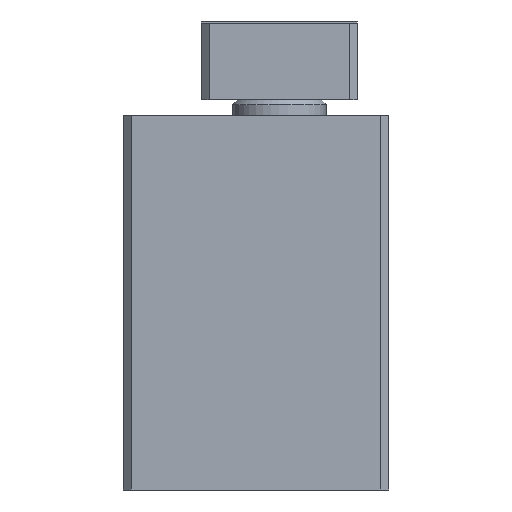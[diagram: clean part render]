
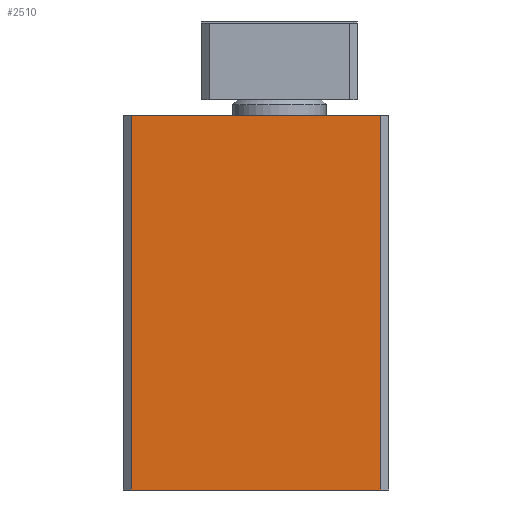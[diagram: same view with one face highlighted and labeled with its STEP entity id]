
A CAD part, left-side view. The second image highlights one B-rep face of the part: STEP entity #2510.
In plain terms, the highlighted face is planar.
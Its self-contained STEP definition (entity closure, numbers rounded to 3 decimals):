
#60=PLANE('',#2714);
#138=LINE('',#4083,#296);
#139=LINE('',#4086,#297);
#140=LINE('',#4088,#298);
#141=LINE('',#4090,#299);
#296=VECTOR('',#3106,1000.);
#297=VECTOR('',#3107,1000.);
#298=VECTOR('',#3108,1000.);
#299=VECTOR('',#3109,1000.);
#488=ORIENTED_EDGE('',*,*,#1172,.F.);
#489=ORIENTED_EDGE('',*,*,#1173,.F.);
#490=ORIENTED_EDGE('',*,*,#1174,.T.);
#491=ORIENTED_EDGE('',*,*,#1175,.T.);
#1172=EDGE_CURVE('',#1516,#1517,#138,.T.);
#1173=EDGE_CURVE('',#1518,#1516,#139,.T.);
#1174=EDGE_CURVE('',#1518,#1519,#140,.T.);
#1175=EDGE_CURVE('',#1519,#1517,#141,.T.);
#1516=VERTEX_POINT('',#4084);
#1517=VERTEX_POINT('',#4085);
#1518=VERTEX_POINT('',#4087);
#1519=VERTEX_POINT('',#4089);
#1945=EDGE_LOOP('',(#488,#489,#490,#491));
#2195=FACE_BOUND('',#1945,.T.);
#2510=ADVANCED_FACE('',(#2195),#60,.T.);
#2714=AXIS2_PLACEMENT_3D('',#4082,#3104,#3105);
#3104=DIRECTION('',(0.,0.,1.));
#3105=DIRECTION('',(1.,0.,0.));
#3106=DIRECTION('',(0.,-1.,0.));
#3107=DIRECTION('',(1.,0.,0.));
#3108=DIRECTION('',(0.,-1.,0.));
#3109=DIRECTION('',(1.,0.,0.));
#4082=CARTESIAN_POINT('',(-24.,10.,16.5));
#4083=CARTESIAN_POINT('',(0.,10.,16.5));
#4084=CARTESIAN_POINT('',(0.,9.5,16.5));
#4085=CARTESIAN_POINT('',(0.,-6.5,16.5));
#4086=CARTESIAN_POINT('',(-24.,9.5,16.5));
#4087=CARTESIAN_POINT('',(-24.,9.5,16.5));
#4088=CARTESIAN_POINT('',(-24.,10.,16.5));
#4089=CARTESIAN_POINT('',(-24.,-6.5,16.5));
#4090=CARTESIAN_POINT('',(-24.,-6.5,16.5));
